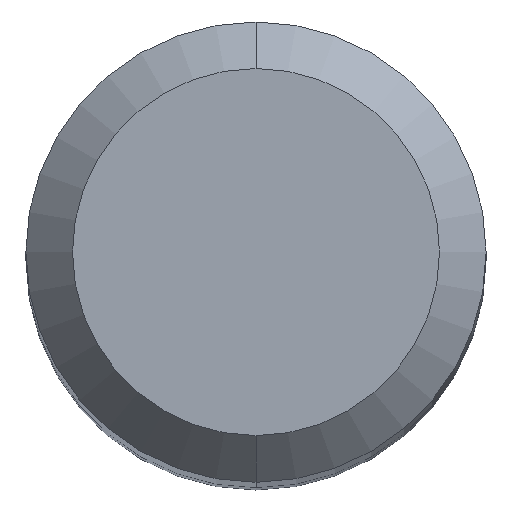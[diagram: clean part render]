
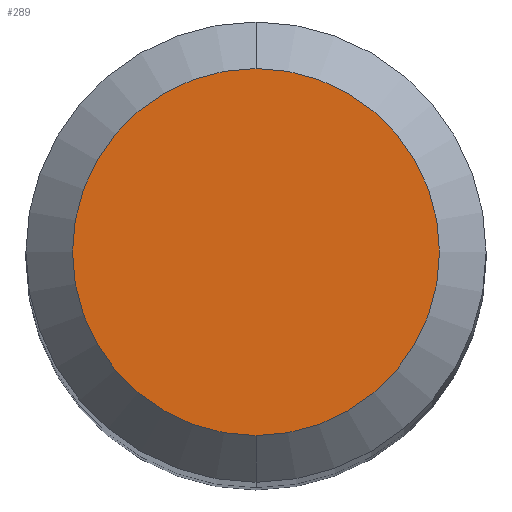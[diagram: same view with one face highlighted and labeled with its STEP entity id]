
A CAD part, top view. The second image highlights one B-rep face of the part: STEP entity #289.
In plain terms, the highlighted planar face has unit normal (0, 0, 1).
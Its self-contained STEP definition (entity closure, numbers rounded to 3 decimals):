
#6 = EDGE_CURVE ( 'NONE', #208, #207, #75, .T. ) ;
#32 = CARTESIAN_POINT ( 'NONE',  ( 0., 0., 79. ) ) ;
#51 = DIRECTION ( 'NONE',  ( 0., 0., -1. ) ) ;
#71 = PLANE ( 'NONE',  #230 ) ;
#75 = CIRCLE ( 'NONE', #107, 3.15 ) ;
#88 = CIRCLE ( 'NONE', #144, 3.15 ) ;
#104 = ORIENTED_EDGE ( 'NONE', *, *, #6, .F. ) ;
#107 = AXIS2_PLACEMENT_3D ( 'NONE', #320, #51, #231 ) ;
#122 = CARTESIAN_POINT ( 'NONE',  ( 0., 0., 79. ) ) ;
#131 = DIRECTION ( 'NONE',  ( 0., 0., -1. ) ) ;
#144 = AXIS2_PLACEMENT_3D ( 'NONE', #32, #131, #216 ) ;
#145 = DIRECTION ( 'NONE',  ( 0., 1., 0. ) ) ;
#163 = FACE_OUTER_BOUND ( 'NONE', #284, .T. ) ;
#207 = VERTEX_POINT ( 'NONE', #288 ) ;
#208 = VERTEX_POINT ( 'NONE', #285 ) ;
#216 = DIRECTION ( 'NONE',  ( 0., 1., 0. ) ) ;
#217 = EDGE_CURVE ( 'NONE', #207, #208, #88, .T. ) ;
#230 = AXIS2_PLACEMENT_3D ( 'NONE', #122, #293, #145 ) ;
#231 = DIRECTION ( 'NONE',  ( 0., 1., 0. ) ) ;
#262 = ORIENTED_EDGE ( 'NONE', *, *, #217, .F. ) ;
#284 = EDGE_LOOP ( 'NONE', ( #104, #262 ) ) ;
#285 = CARTESIAN_POINT ( 'NONE',  ( 0., 3.15, 79. ) ) ;
#288 = CARTESIAN_POINT ( 'NONE',  ( 0., -3.15, 79. ) ) ;
#289 = ADVANCED_FACE ( 'NONE', ( #163 ), #71, .F. ) ;
#293 = DIRECTION ( 'NONE',  ( 0., 0., -1. ) ) ;
#320 = CARTESIAN_POINT ( 'NONE',  ( 0., 0., 79. ) ) ;
